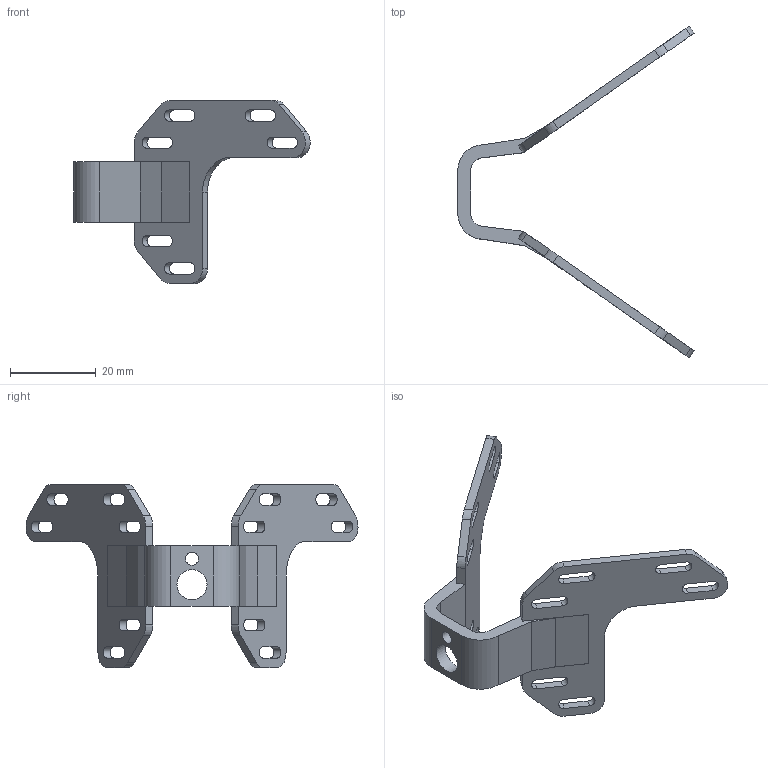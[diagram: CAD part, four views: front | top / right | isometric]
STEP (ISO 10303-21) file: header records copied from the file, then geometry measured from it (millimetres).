
FILE_DESCRIPTION(/* description */ (''),/* implementation_level */ '2;1');
FILE_NAME(/* name */ 'Bracket55 V1.step',/* time_stamp */ '2026-01-22T13:28:14-05:00',/* author */ (''),/* organization */ (''),/* preprocessor_version */ 'ST-DEVELOPER v20.1',/* originating_system */ 'Autodesk Translation Framework v14.21.0.0',/* authorisation */ '');
FILE_SCHEMA (('AUTOMOTIVE_DESIGN { 1 0 10303 214 3 1 1 }'));
Length unit declared in the file: millimetre
Products named in the file (1): Bracket55 V1
Bounding box: 55.05 x 77.28 x 42.6 mm (x, y, z)
Volume: 5680.7 mm3; surface area: 6445.8 mm2
Topology: 1 solids, 1 shells, 106 faces, 312 edges, 208 vertices
Faces by surface type: plane 60, cylinder 46
Full cylindrical faces by diameter (mm): 3 x1, 7 x1
Entity records: 3626 total; most frequent: CARTESIAN_POINT 627, ORIENTED_EDGE 624, DIRECTION 618, EDGE_CURVE 312, LINE 220, VECTOR 220, VERTEX_POINT 208, AXIS2_PLACEMENT_3D 199
